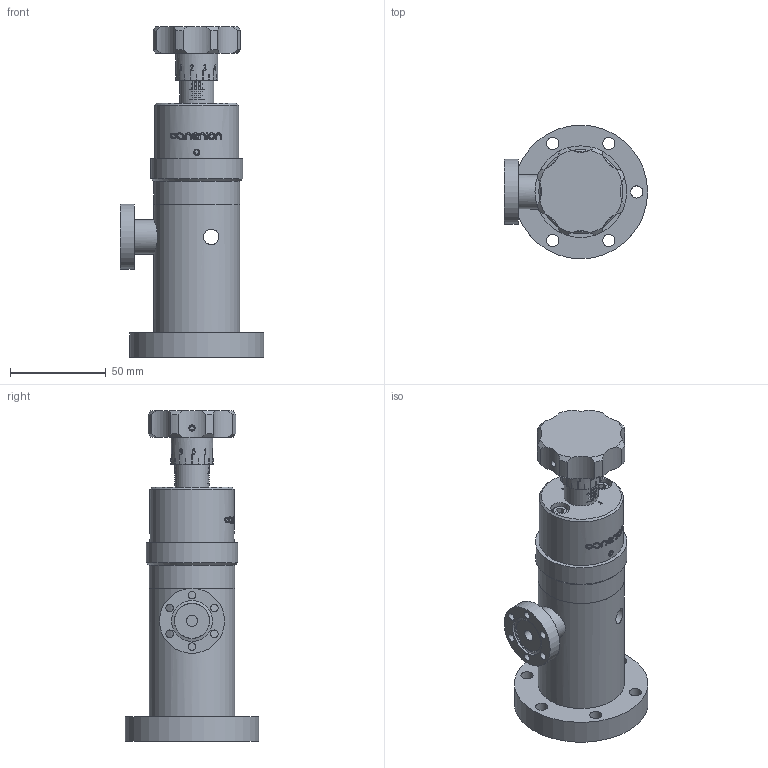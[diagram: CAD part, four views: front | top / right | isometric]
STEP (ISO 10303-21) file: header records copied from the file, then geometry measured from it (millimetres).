
FILE_DESCRIPTION(('F3-CF3516-012'),'1');
FILE_NAME('F3-CF3516-012 - out.stp', '2019-11-16T19:29:15',('Stefan Bösch'), ('nenion leakvalves'), 'KCM Version 1.1.2016.0', 'Kubotek KeyCreator', '');
FILE_SCHEMA(('AUTOMOTIVE_DESIGN'));
Length unit declared in the file: millimetre
Bounding box: 75 x 70 x 173 mm (x, y, z)
Volume: 266662.5 mm3; surface area: 51101.7 mm2
Topology: 9 solids, 9 shells, 2029 faces, 5816 edges, 3861 vertices
Faces by surface type: plane 1813, cylinder 95, bspline 89, cone 32
Full cylindrical faces by diameter (mm): 1.6 x3, 3 x3, 3.3 x3, 4 x6, 5 x2, 5.4 x2, 6 x2, 6.4 x6, 8.1 x1, 8.5 x2, 10 x2, 18 x2, 18.6 x1, 21.4 x1, 22 x1, 34 x1, 44 x1, 45 x2, 48 x1, 48.3 x1, 70 x1
Entity records: 69303 total; most frequent: CARTESIAN_POINT 15369, ORIENTED_EDGE 11632, DIRECTION 11077, EDGE_CURVE 5816, VERTEX_POINT 3861, VECTOR 3791, LINE 3791, AXIS2_PLACEMENT_3D 3643
